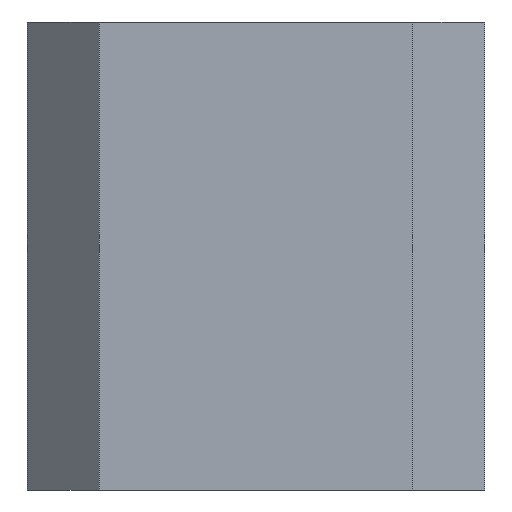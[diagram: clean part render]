
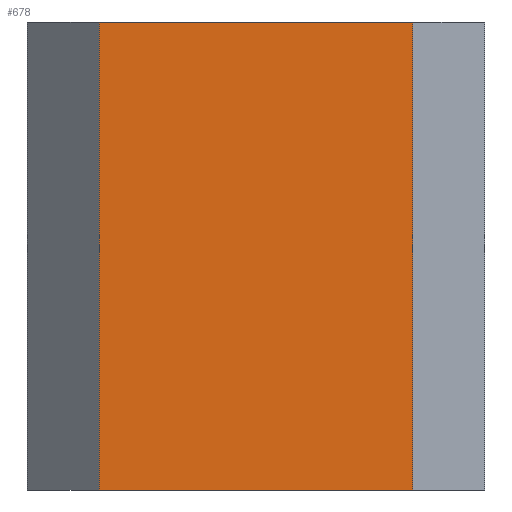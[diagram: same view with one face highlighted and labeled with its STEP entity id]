
A CAD part, left-side view. The second image highlights one B-rep face of the part: STEP entity #678.
In plain terms, the highlighted planar face has unit normal (-1, 0, 0).
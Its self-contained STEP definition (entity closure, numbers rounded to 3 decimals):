
#62=PLANE('',#754);
#102=FACE_OUTER_BOUND('',#146,.T.);
#146=EDGE_LOOP('',(#627,#628,#629,#630));
#149=LINE('',#957,#213);
#193=LINE('',#1113,#257);
#205=LINE('',#1142,#269);
#208=LINE('',#1147,#272);
#213=VECTOR('',#767,10.);
#257=VECTOR('',#891,10.);
#269=VECTOR('',#923,10.);
#272=VECTOR('',#930,10.);
#295=VERTEX_POINT('',#953);
#297=VERTEX_POINT('',#956);
#340=VERTEX_POINT('',#1110);
#341=VERTEX_POINT('',#1112);
#353=EDGE_CURVE('',#297,#295,#149,.T.);
#422=EDGE_CURVE('',#340,#341,#193,.T.);
#437=EDGE_CURVE('',#341,#295,#205,.T.);
#440=EDGE_CURVE('',#297,#340,#208,.T.);
#627=ORIENTED_EDGE('',*,*,#437,.F.);
#628=ORIENTED_EDGE('',*,*,#422,.F.);
#629=ORIENTED_EDGE('',*,*,#440,.F.);
#630=ORIENTED_EDGE('',*,*,#353,.T.);
#678=ADVANCED_FACE('',(#102),#62,.T.);
#754=AXIS2_PLACEMENT_3D('',#1155,#943,#944);
#767=DIRECTION('',(0.,-1.,0.));
#891=DIRECTION('',(0.,-1.,0.));
#923=DIRECTION('',(0.,0.,-1.));
#930=DIRECTION('',(0.,0.,1.));
#943=DIRECTION('center_axis',(-1.,0.,0.));
#944=DIRECTION('ref_axis',(0.,-1.,0.));
#953=CARTESIAN_POINT('',(-15.,-4.35,0.));
#956=CARTESIAN_POINT('',(-15.,4.35,0.));
#957=CARTESIAN_POINT('',(-15.,6.35,0.));
#1110=CARTESIAN_POINT('',(-15.,4.35,13.));
#1112=CARTESIAN_POINT('',(-15.,-4.35,13.));
#1113=CARTESIAN_POINT('',(-15.,6.35,13.));
#1142=CARTESIAN_POINT('',(-15.,-4.35,0.));
#1147=CARTESIAN_POINT('',(-15.,4.35,0.));
#1155=CARTESIAN_POINT('Origin',(-15.,6.35,0.));
